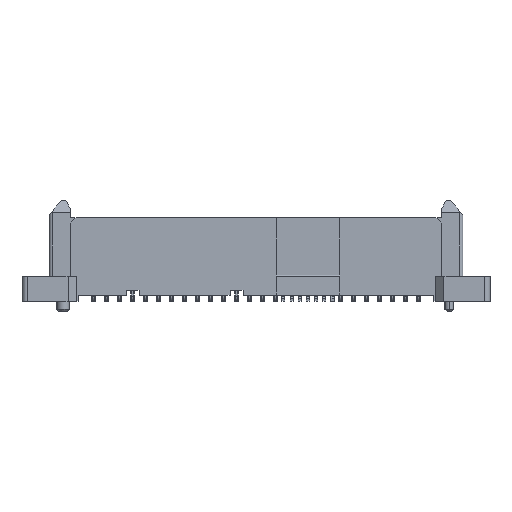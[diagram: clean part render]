
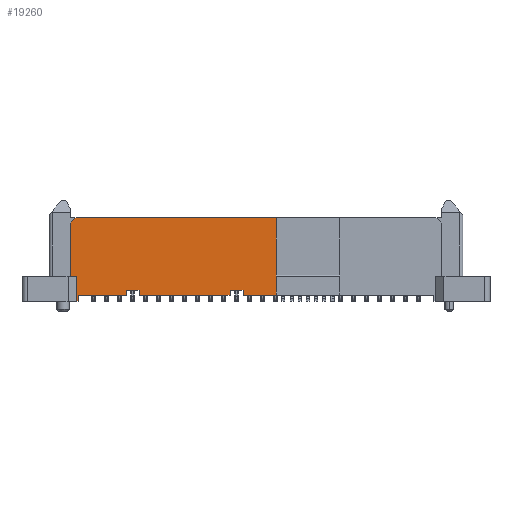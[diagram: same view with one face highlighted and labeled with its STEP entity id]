
A CAD part, front view. The second image highlights one B-rep face of the part: STEP entity #19260.
In plain terms, the highlighted planar face has unit normal (0, -1, 0).
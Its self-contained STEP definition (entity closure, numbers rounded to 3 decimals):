
#35=DIRECTION('',(-1.,0.,0.));
#36=VECTOR('',#35,0.15);
#37=CARTESIAN_POINT('',(-17.375,-1.9,-8.15));
#38=LINE('4873',#37,#36);
#141=DIRECTION('',(-1.,0.,0.));
#142=VECTOR('',#141,0.57);
#143=CARTESIAN_POINT('',(-17.525,-1.9,-5.7));
#144=LINE('4875',#143,#142);
#319=DIRECTION('',(1.,0.,0.));
#320=VECTOR('',#319,19.575);
#321=CARTESIAN_POINT('',(-17.595,-1.9,0.));
#322=LINE('4830',#321,#320);
#767=DIRECTION('',(-0.707,0.,-0.707));
#768=VECTOR('',#767,0.707);
#769=CARTESIAN_POINT('',(-17.595,-1.9,0.));
#770=LINE('4811',#769,#768);
#771=DIRECTION('',(0.,0.,-1.));
#772=VECTOR('',#771,7.55);
#773=CARTESIAN_POINT('',(1.98,-1.9,0.));
#774=LINE('4880',#773,#772);
#775=DIRECTION('',(-1.,0.,0.));
#776=VECTOR('',#775,3.25);
#777=CARTESIAN_POINT('',(1.98,-1.9,-7.55));
#778=LINE('4888',#777,#776);
#779=DIRECTION('',(0.,0.,1.));
#780=VECTOR('',#779,0.5);
#781=CARTESIAN_POINT('',(-1.27,-1.9,-7.55));
#782=LINE('4885',#781,#780);
#783=DIRECTION('',(-1.,0.,0.));
#784=VECTOR('',#783,1.27);
#785=CARTESIAN_POINT('',(-1.27,-1.9,-7.05));
#786=LINE('4886',#785,#784);
#787=DIRECTION('',(0.,0.,-1.));
#788=VECTOR('',#787,0.5);
#789=CARTESIAN_POINT('',(-2.54,-1.9,-7.05));
#790=LINE('4887',#789,#788);
#791=DIRECTION('',(-1.,0.,0.));
#792=VECTOR('',#791,8.89);
#793=CARTESIAN_POINT('',(-2.54,-1.9,-7.55));
#794=LINE('4889',#793,#792);
#795=DIRECTION('',(0.,0.,1.));
#796=VECTOR('',#795,0.5);
#797=CARTESIAN_POINT('',(-11.43,-1.9,-7.55));
#798=LINE('4882',#797,#796);
#799=DIRECTION('',(-1.,0.,0.));
#800=VECTOR('',#799,1.27);
#801=CARTESIAN_POINT('',(-11.43,-1.9,-7.05));
#802=LINE('4883',#801,#800);
#803=DIRECTION('',(0.,0.,-1.));
#804=VECTOR('',#803,0.5);
#805=CARTESIAN_POINT('',(-12.7,-1.9,-7.05));
#806=LINE('4884',#805,#804);
#807=DIRECTION('',(-1.,0.,0.));
#808=VECTOR('',#807,4.675);
#809=CARTESIAN_POINT('',(-12.7,-1.9,-7.55));
#810=LINE('4890',#809,#808);
#811=DIRECTION('',(0.,0.,1.));
#812=VECTOR('',#811,0.6);
#813=CARTESIAN_POINT('',(-17.375,-1.9,-8.15));
#814=LINE('4877',#813,#812);
#823=DIRECTION('',(0.,0.,1.));
#824=VECTOR('',#823,5.2);
#825=CARTESIAN_POINT('',(-18.095,-1.9,-5.7));
#826=LINE('4835',#825,#824);
#7515=DIRECTION('',(0.,0.,-1.));
#7516=VECTOR('',#7515,2.45);
#7517=CARTESIAN_POINT('',(-17.525,-1.9,-5.7));
#7518=LINE('4705',#7517,#7516);
#14615=CARTESIAN_POINT('',(-18.095,-1.9,-5.7));
#14617=VERTEX_POINT('',#14615);
#14627=CARTESIAN_POINT('',(-17.525,-1.9,-8.15));
#14629=VERTEX_POINT('',#14627);
#14647=CARTESIAN_POINT('',(-17.525,-1.9,-5.7));
#14648=VERTEX_POINT('',#14647);
#14655=CARTESIAN_POINT('',(-17.375,-1.9,-8.15));
#14657=VERTEX_POINT('',#14655);
#14663=CARTESIAN_POINT('',(1.98,-1.9,-7.55));
#14664=VERTEX_POINT('',#14663);
#14672=CARTESIAN_POINT('',(-17.375,-1.9,-7.55));
#14674=VERTEX_POINT('',#14672);
#14687=CARTESIAN_POINT('',(1.98,-1.9,0.));
#14688=VERTEX_POINT('',#14687);
#14723=CARTESIAN_POINT('',(-11.43,-1.9,-7.05));
#14725=VERTEX_POINT('',#14723);
#14727=CARTESIAN_POINT('',(-12.7,-1.9,-7.05));
#14729=VERTEX_POINT('',#14727);
#14735=CARTESIAN_POINT('',(-11.43,-1.9,-7.55));
#14736=VERTEX_POINT('',#14735);
#14737=CARTESIAN_POINT('',(-12.7,-1.9,-7.55));
#14738=VERTEX_POINT('',#14737);
#14747=CARTESIAN_POINT('',(-1.27,-1.9,-7.55));
#14748=VERTEX_POINT('',#14747);
#14749=CARTESIAN_POINT('',(-2.54,-1.9,-7.55));
#14750=VERTEX_POINT('',#14749);
#14751=CARTESIAN_POINT('',(-1.27,-1.9,-7.05));
#14752=VERTEX_POINT('',#14751);
#14753=CARTESIAN_POINT('',(-2.54,-1.9,-7.05));
#14754=VERTEX_POINT('',#14753);
#14819=CARTESIAN_POINT('',(-17.595,-1.9,0.));
#14820=CARTESIAN_POINT('',(-18.095,-1.9,-0.5));
#14821=VERTEX_POINT('',#14819);
#14822=VERTEX_POINT('',#14820);
#19227=CARTESIAN_POINT('',(1.98,-1.9,0.));
#19228=DIRECTION('',(0.,1.,0.));
#19229=DIRECTION('',(-1.,0.,0.));
#19230=AXIS2_PLACEMENT_3D('',#19227,#19228,#19229);
#19231=PLANE('3604',#19230);
#19233=ORIENTED_EDGE('4811',*,*,#19232,.F.);
#19234=ORIENTED_EDGE('4830',*,*,#18647,.T.);
#19236=ORIENTED_EDGE('4880',*,*,#19235,.T.);
#19238=ORIENTED_EDGE('4888',*,*,#19237,.T.);
#19240=ORIENTED_EDGE('4885',*,*,#19239,.T.);
#19242=ORIENTED_EDGE('4886',*,*,#19241,.T.);
#19244=ORIENTED_EDGE('4887',*,*,#19243,.T.);
#19246=ORIENTED_EDGE('4889',*,*,#19245,.T.);
#19247=ORIENTED_EDGE('4882',*,*,#19124,.T.);
#19248=ORIENTED_EDGE('4883',*,*,#19141,.T.);
#19249=ORIENTED_EDGE('4884',*,*,#19165,.T.);
#19250=ORIENTED_EDGE('4890',*,*,#19179,.T.);
#19251=ORIENTED_EDGE('4877',*,*,#19220,.F.);
#19252=ORIENTED_EDGE('4873',*,*,#18310,.T.);
#19254=ORIENTED_EDGE('4705',*,*,#19253,.F.);
#19255=ORIENTED_EDGE('4875',*,*,#18485,.T.);
#19257=ORIENTED_EDGE('4835',*,*,#19256,.T.);
#19258=EDGE_LOOP('3604',(#19233,#19234,#19236,#19238,#19240,#19242,#19244,
#19246,#19247,#19248,#19249,#19250,#19251,#19252,#19254,#19255,#19257));
#19259=FACE_OUTER_BOUND('3604',#19258,.F.);
#19260=ADVANCED_FACE('3604',(#19259),#19231,.F.);
#18310=EDGE_CURVE('4873',#14657,#14629,#38,.T.);
#18485=EDGE_CURVE('4875',#14648,#14617,#144,.T.);
#18647=EDGE_CURVE('4830',#14821,#14688,#322,.T.);
#19124=EDGE_CURVE('4882',#14736,#14725,#798,.T.);
#19141=EDGE_CURVE('4883',#14725,#14729,#802,.T.);
#19165=EDGE_CURVE('4884',#14729,#14738,#806,.T.);
#19179=EDGE_CURVE('4890',#14738,#14674,#810,.T.);
#19220=EDGE_CURVE('4877',#14657,#14674,#814,.T.);
#19232=EDGE_CURVE('4811',#14821,#14822,#770,.T.);
#19235=EDGE_CURVE('4880',#14688,#14664,#774,.T.);
#19237=EDGE_CURVE('4888',#14664,#14748,#778,.T.);
#19239=EDGE_CURVE('4885',#14748,#14752,#782,.T.);
#19241=EDGE_CURVE('4886',#14752,#14754,#786,.T.);
#19243=EDGE_CURVE('4887',#14754,#14750,#790,.T.);
#19245=EDGE_CURVE('4889',#14750,#14736,#794,.T.);
#19253=EDGE_CURVE('4705',#14648,#14629,#7518,.T.);
#19256=EDGE_CURVE('4835',#14617,#14822,#826,.T.);
